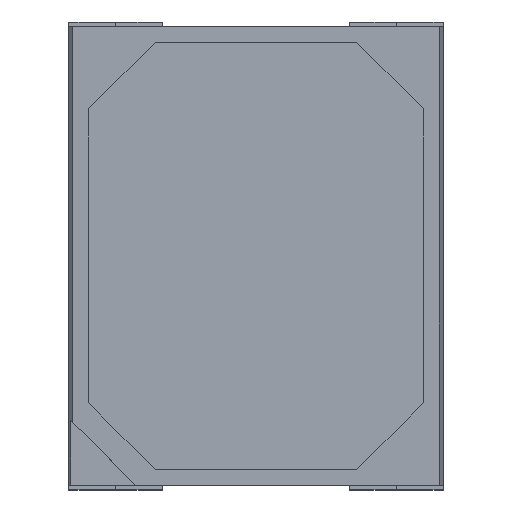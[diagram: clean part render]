
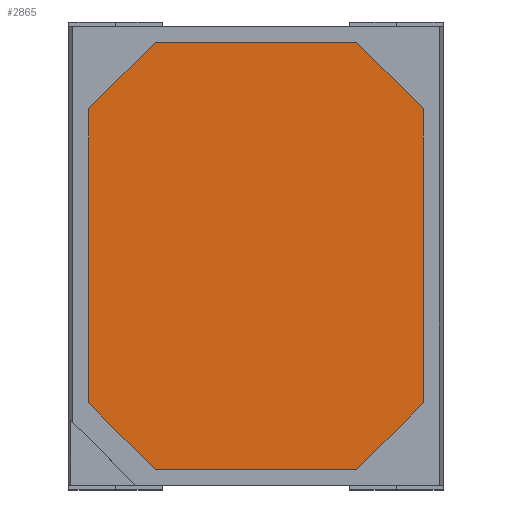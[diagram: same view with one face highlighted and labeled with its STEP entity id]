
A CAD part, top view. The second image highlights one B-rep face of the part: STEP entity #2865.
In plain terms, the highlighted planar face has unit normal (0, 0, 1).
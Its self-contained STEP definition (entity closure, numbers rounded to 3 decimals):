
#608 = PLANE('',#609);
#609 = AXIS2_PLACEMENT_3D('',#610,#611,#612);
#610 = CARTESIAN_POINT('',(0.,0.,0.7));
#611 = DIRECTION('',(0.,0.,-1.));
#612 = DIRECTION('',(1.,0.,0.));
#1827 = EDGE_CURVE('',#1828,#1830,#1832,.T.);
#1828 = VERTEX_POINT('',#1829);
#1829 = CARTESIAN_POINT('',(1.253,1.099,0.7));
#1830 = VERTEX_POINT('',#1831);
#1831 = CARTESIAN_POINT('',(0.753,1.599,0.7));
#1832 = SURFACE_CURVE('',#1833,(#1837,#1844),.PCURVE_S1.);
#1833 = LINE('',#1834,#1835);
#1834 = CARTESIAN_POINT('',(0.753,1.599,0.7));
#1835 = VECTOR('',#1836,1.);
#1836 = DIRECTION('',(-0.707,0.707,0.
    ));
#1837 = PCURVE('',#608,#1838);
#1838 = DEFINITIONAL_REPRESENTATION('',(#1839),#1843);
#1839 = LINE('',#1840,#1841);
#1840 = CARTESIAN_POINT('',(0.753,-1.599));
#1841 = VECTOR('',#1842,1.);
#1842 = DIRECTION('',(-0.707,-0.707));
#1843 = ( GEOMETRIC_REPRESENTATION_CONTEXT(2) 
PARAMETRIC_REPRESENTATION_CONTEXT() REPRESENTATION_CONTEXT('2D SPACE',''
  ) );
#1844 = PCURVE('',#1845,#1850);
#1845 = PLANE('',#1846);
#1846 = AXIS2_PLACEMENT_3D('',#1847,#1848,#1849);
#1847 = CARTESIAN_POINT('',(0.,0.,0.7));
#1848 = DIRECTION('',(0.,0.,-1.));
#1849 = DIRECTION('',(1.,0.,0.));
#1850 = DEFINITIONAL_REPRESENTATION('',(#1851),#1855);
#1851 = LINE('',#1852,#1853);
#1852 = CARTESIAN_POINT('',(0.753,-1.599));
#1853 = VECTOR('',#1854,1.);
#1854 = DIRECTION('',(-0.707,-0.707));
#1855 = ( GEOMETRIC_REPRESENTATION_CONTEXT(2) 
PARAMETRIC_REPRESENTATION_CONTEXT() REPRESENTATION_CONTEXT('2D SPACE',''
  ) );
#1857 = EDGE_CURVE('',#1830,#1858,#1860,.T.);
#1858 = VERTEX_POINT('',#1859);
#1859 = CARTESIAN_POINT('',(-0.753,1.599,0.7));
#1860 = SURFACE_CURVE('',#1861,(#1865,#1872),.PCURVE_S1.);
#1861 = LINE('',#1862,#1863);
#1862 = CARTESIAN_POINT('',(0.753,1.599,0.7));
#1863 = VECTOR('',#1864,1.);
#1864 = DIRECTION('',(-1.,0.,0.));
#1865 = PCURVE('',#608,#1866);
#1866 = DEFINITIONAL_REPRESENTATION('',(#1867),#1871);
#1867 = LINE('',#1868,#1869);
#1868 = CARTESIAN_POINT('',(0.753,-1.599));
#1869 = VECTOR('',#1870,1.);
#1870 = DIRECTION('',(-1.,0.));
#1871 = ( GEOMETRIC_REPRESENTATION_CONTEXT(2) 
PARAMETRIC_REPRESENTATION_CONTEXT() REPRESENTATION_CONTEXT('2D SPACE',''
  ) );
#1872 = PCURVE('',#1845,#1873);
#1873 = DEFINITIONAL_REPRESENTATION('',(#1874),#1878);
#1874 = LINE('',#1875,#1876);
#1875 = CARTESIAN_POINT('',(0.753,-1.599));
#1876 = VECTOR('',#1877,1.);
#1877 = DIRECTION('',(-1.,0.));
#1878 = ( GEOMETRIC_REPRESENTATION_CONTEXT(2) 
PARAMETRIC_REPRESENTATION_CONTEXT() REPRESENTATION_CONTEXT('2D SPACE',''
  ) );
#1880 = EDGE_CURVE('',#1858,#1881,#1883,.T.);
#1881 = VERTEX_POINT('',#1882);
#1882 = CARTESIAN_POINT('',(-1.253,1.099,0.7));
#1883 = SURFACE_CURVE('',#1884,(#1888,#1895),.PCURVE_S1.);
#1884 = LINE('',#1885,#1886);
#1885 = CARTESIAN_POINT('',(-0.753,1.599,0.7));
#1886 = VECTOR('',#1887,1.);
#1887 = DIRECTION('',(-0.707,-0.707,
    0.));
#1888 = PCURVE('',#608,#1889);
#1889 = DEFINITIONAL_REPRESENTATION('',(#1890),#1894);
#1890 = LINE('',#1891,#1892);
#1891 = CARTESIAN_POINT('',(-0.753,-1.599));
#1892 = VECTOR('',#1893,1.);
#1893 = DIRECTION('',(-0.707,0.707));
#1894 = ( GEOMETRIC_REPRESENTATION_CONTEXT(2) 
PARAMETRIC_REPRESENTATION_CONTEXT() REPRESENTATION_CONTEXT('2D SPACE',''
  ) );
#1895 = PCURVE('',#1845,#1896);
#1896 = DEFINITIONAL_REPRESENTATION('',(#1897),#1901);
#1897 = LINE('',#1898,#1899);
#1898 = CARTESIAN_POINT('',(-0.753,-1.599));
#1899 = VECTOR('',#1900,1.);
#1900 = DIRECTION('',(-0.707,0.707));
#1901 = ( GEOMETRIC_REPRESENTATION_CONTEXT(2) 
PARAMETRIC_REPRESENTATION_CONTEXT() REPRESENTATION_CONTEXT('2D SPACE',''
  ) );
#1903 = EDGE_CURVE('',#1881,#1904,#1906,.T.);
#1904 = VERTEX_POINT('',#1905);
#1905 = CARTESIAN_POINT('',(-1.253,-1.099,0.7));
#1906 = SURFACE_CURVE('',#1907,(#1911,#1918),.PCURVE_S1.);
#1907 = LINE('',#1908,#1909);
#1908 = CARTESIAN_POINT('',(-1.253,1.099,0.7));
#1909 = VECTOR('',#1910,1.);
#1910 = DIRECTION('',(0.,-1.,0.));
#1911 = PCURVE('',#608,#1912);
#1912 = DEFINITIONAL_REPRESENTATION('',(#1913),#1917);
#1913 = LINE('',#1914,#1915);
#1914 = CARTESIAN_POINT('',(-1.253,-1.099));
#1915 = VECTOR('',#1916,1.);
#1916 = DIRECTION('',(0.,1.));
#1917 = ( GEOMETRIC_REPRESENTATION_CONTEXT(2) 
PARAMETRIC_REPRESENTATION_CONTEXT() REPRESENTATION_CONTEXT('2D SPACE',''
  ) );
#1918 = PCURVE('',#1845,#1919);
#1919 = DEFINITIONAL_REPRESENTATION('',(#1920),#1924);
#1920 = LINE('',#1921,#1922);
#1921 = CARTESIAN_POINT('',(-1.253,-1.099));
#1922 = VECTOR('',#1923,1.);
#1923 = DIRECTION('',(0.,1.));
#1924 = ( GEOMETRIC_REPRESENTATION_CONTEXT(2) 
PARAMETRIC_REPRESENTATION_CONTEXT() REPRESENTATION_CONTEXT('2D SPACE',''
  ) );
#1926 = EDGE_CURVE('',#1904,#1927,#1929,.T.);
#1927 = VERTEX_POINT('',#1928);
#1928 = CARTESIAN_POINT('',(-0.753,-1.599,0.7));
#1929 = SURFACE_CURVE('',#1930,(#1934,#1941),.PCURVE_S1.);
#1930 = LINE('',#1931,#1932);
#1931 = CARTESIAN_POINT('',(-1.253,-1.099,0.7));
#1932 = VECTOR('',#1933,1.);
#1933 = DIRECTION('',(0.707,-0.707,
    0.));
#1934 = PCURVE('',#608,#1935);
#1935 = DEFINITIONAL_REPRESENTATION('',(#1936),#1940);
#1936 = LINE('',#1937,#1938);
#1937 = CARTESIAN_POINT('',(-1.253,1.099));
#1938 = VECTOR('',#1939,1.);
#1939 = DIRECTION('',(0.707,0.707));
#1940 = ( GEOMETRIC_REPRESENTATION_CONTEXT(2) 
PARAMETRIC_REPRESENTATION_CONTEXT() REPRESENTATION_CONTEXT('2D SPACE',''
  ) );
#1941 = PCURVE('',#1845,#1942);
#1942 = DEFINITIONAL_REPRESENTATION('',(#1943),#1947);
#1943 = LINE('',#1944,#1945);
#1944 = CARTESIAN_POINT('',(-1.253,1.099));
#1945 = VECTOR('',#1946,1.);
#1946 = DIRECTION('',(0.707,0.707));
#1947 = ( GEOMETRIC_REPRESENTATION_CONTEXT(2) 
PARAMETRIC_REPRESENTATION_CONTEXT() REPRESENTATION_CONTEXT('2D SPACE',''
  ) );
#1949 = EDGE_CURVE('',#1927,#1950,#1952,.T.);
#1950 = VERTEX_POINT('',#1951);
#1951 = CARTESIAN_POINT('',(0.753,-1.599,0.7));
#1952 = SURFACE_CURVE('',#1953,(#1957,#1964),.PCURVE_S1.);
#1953 = LINE('',#1954,#1955);
#1954 = CARTESIAN_POINT('',(0.753,-1.599,0.7));
#1955 = VECTOR('',#1956,1.);
#1956 = DIRECTION('',(1.,0.,0.));
#1957 = PCURVE('',#608,#1958);
#1958 = DEFINITIONAL_REPRESENTATION('',(#1959),#1963);
#1959 = LINE('',#1960,#1961);
#1960 = CARTESIAN_POINT('',(0.753,1.599));
#1961 = VECTOR('',#1962,1.);
#1962 = DIRECTION('',(1.,0.));
#1963 = ( GEOMETRIC_REPRESENTATION_CONTEXT(2) 
PARAMETRIC_REPRESENTATION_CONTEXT() REPRESENTATION_CONTEXT('2D SPACE',''
  ) );
#1964 = PCURVE('',#1845,#1965);
#1965 = DEFINITIONAL_REPRESENTATION('',(#1966),#1970);
#1966 = LINE('',#1967,#1968);
#1967 = CARTESIAN_POINT('',(0.753,1.599));
#1968 = VECTOR('',#1969,1.);
#1969 = DIRECTION('',(1.,0.));
#1970 = ( GEOMETRIC_REPRESENTATION_CONTEXT(2) 
PARAMETRIC_REPRESENTATION_CONTEXT() REPRESENTATION_CONTEXT('2D SPACE',''
  ) );
#1972 = EDGE_CURVE('',#1950,#1973,#1975,.T.);
#1973 = VERTEX_POINT('',#1974);
#1974 = CARTESIAN_POINT('',(1.253,-1.099,0.7));
#1975 = SURFACE_CURVE('',#1976,(#1980,#1987),.PCURVE_S1.);
#1976 = LINE('',#1977,#1978);
#1977 = CARTESIAN_POINT('',(1.253,-1.099,0.7));
#1978 = VECTOR('',#1979,1.);
#1979 = DIRECTION('',(0.707,0.707,0.
    ));
#1980 = PCURVE('',#608,#1981);
#1981 = DEFINITIONAL_REPRESENTATION('',(#1982),#1986);
#1982 = LINE('',#1983,#1984);
#1983 = CARTESIAN_POINT('',(1.253,1.099));
#1984 = VECTOR('',#1985,1.);
#1985 = DIRECTION('',(0.707,-0.707));
#1986 = ( GEOMETRIC_REPRESENTATION_CONTEXT(2) 
PARAMETRIC_REPRESENTATION_CONTEXT() REPRESENTATION_CONTEXT('2D SPACE',''
  ) );
#1987 = PCURVE('',#1845,#1988);
#1988 = DEFINITIONAL_REPRESENTATION('',(#1989),#1993);
#1989 = LINE('',#1990,#1991);
#1990 = CARTESIAN_POINT('',(1.253,1.099));
#1991 = VECTOR('',#1992,1.);
#1992 = DIRECTION('',(0.707,-0.707));
#1993 = ( GEOMETRIC_REPRESENTATION_CONTEXT(2) 
PARAMETRIC_REPRESENTATION_CONTEXT() REPRESENTATION_CONTEXT('2D SPACE',''
  ) );
#1995 = EDGE_CURVE('',#1973,#1828,#1996,.T.);
#1996 = SURFACE_CURVE('',#1997,(#2001,#2008),.PCURVE_S1.);
#1997 = LINE('',#1998,#1999);
#1998 = CARTESIAN_POINT('',(1.253,1.099,0.7));
#1999 = VECTOR('',#2000,1.);
#2000 = DIRECTION('',(0.,1.,0.));
#2001 = PCURVE('',#608,#2002);
#2002 = DEFINITIONAL_REPRESENTATION('',(#2003),#2007);
#2003 = LINE('',#2004,#2005);
#2004 = CARTESIAN_POINT('',(1.253,-1.099));
#2005 = VECTOR('',#2006,1.);
#2006 = DIRECTION('',(0.,-1.));
#2007 = ( GEOMETRIC_REPRESENTATION_CONTEXT(2) 
PARAMETRIC_REPRESENTATION_CONTEXT() REPRESENTATION_CONTEXT('2D SPACE',''
  ) );
#2008 = PCURVE('',#1845,#2009);
#2009 = DEFINITIONAL_REPRESENTATION('',(#2010),#2014);
#2010 = LINE('',#2011,#2012);
#2011 = CARTESIAN_POINT('',(1.253,-1.099));
#2012 = VECTOR('',#2013,1.);
#2013 = DIRECTION('',(0.,-1.));
#2014 = ( GEOMETRIC_REPRESENTATION_CONTEXT(2) 
PARAMETRIC_REPRESENTATION_CONTEXT() REPRESENTATION_CONTEXT('2D SPACE',''
  ) );
#2865 = ADVANCED_FACE('',(#2866),#1845,.F.);
#2866 = FACE_BOUND('',#2867,.F.);
#2867 = EDGE_LOOP('',(#2868,#2869,#2870,#2871,#2872,#2873,#2874,#2875));
#2868 = ORIENTED_EDGE('',*,*,#1995,.F.);
#2869 = ORIENTED_EDGE('',*,*,#1972,.F.);
#2870 = ORIENTED_EDGE('',*,*,#1949,.F.);
#2871 = ORIENTED_EDGE('',*,*,#1926,.F.);
#2872 = ORIENTED_EDGE('',*,*,#1903,.F.);
#2873 = ORIENTED_EDGE('',*,*,#1880,.F.);
#2874 = ORIENTED_EDGE('',*,*,#1857,.F.);
#2875 = ORIENTED_EDGE('',*,*,#1827,.F.);
